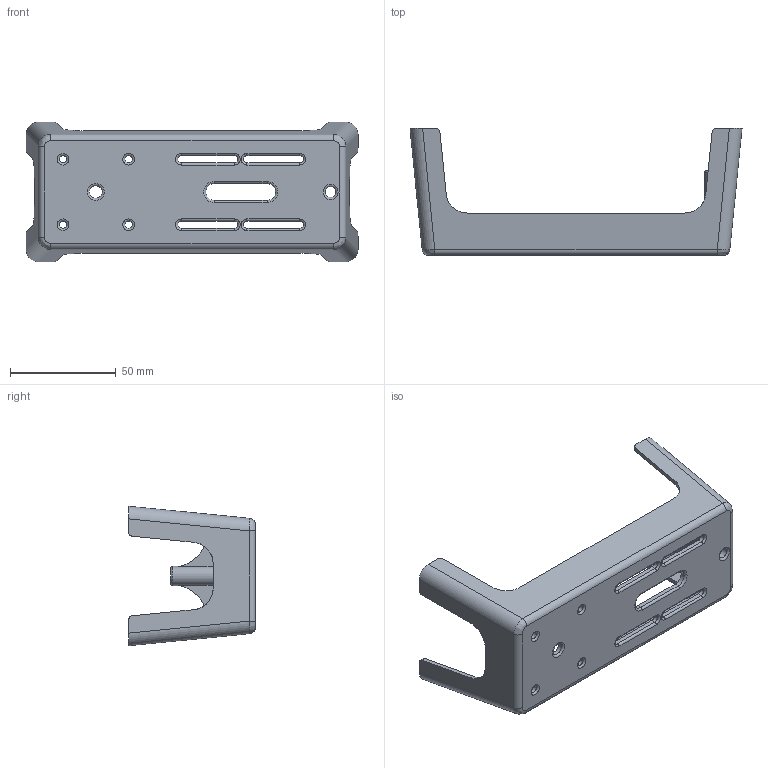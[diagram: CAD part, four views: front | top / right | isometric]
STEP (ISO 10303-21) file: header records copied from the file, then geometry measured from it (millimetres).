
FILE_DESCRIPTION(/* description */ (''),/* implementation_level */ '2;1');
FILE_NAME(/* name */ 'slicer-base.step',/* time_stamp */ '2023-04-21T13:29:15+03:00',/* author */ (''),/* organization */ (''),/* preprocessor_version */ 'ST-DEVELOPER v19.2',/* originating_system */ 'Autodesk Translation Framework v12.4.0.73',/* authorisation */ '');
FILE_SCHEMA (('AUTOMOTIVE_DESIGN { 1 0 10303 214 3 1 1 }'));
Length unit declared in the file: millimetre
Products named in the file (1): test-jig-base
Bounding box: 157 x 60 x 66 mm (x, y, z)
Volume: 54114.1 mm3; surface area: 38818.2 mm2
Topology: 1 solids, 1 shells, 148 faces, 392 edges, 246 vertices
Faces by surface type: cylinder 72, plane 46, torus 18, bspline 12
Full cylindrical faces by diameter (mm): 3.5 x4, 5.1 x1, 6 x1, 9.141 x1
Entity records: 4982 total; most frequent: CARTESIAN_POINT 1114, DIRECTION 852, ORIENTED_EDGE 784, EDGE_CURVE 392, AXIS2_PLACEMENT_3D 328, VERTEX_POINT 246, LINE 196, VECTOR 196
